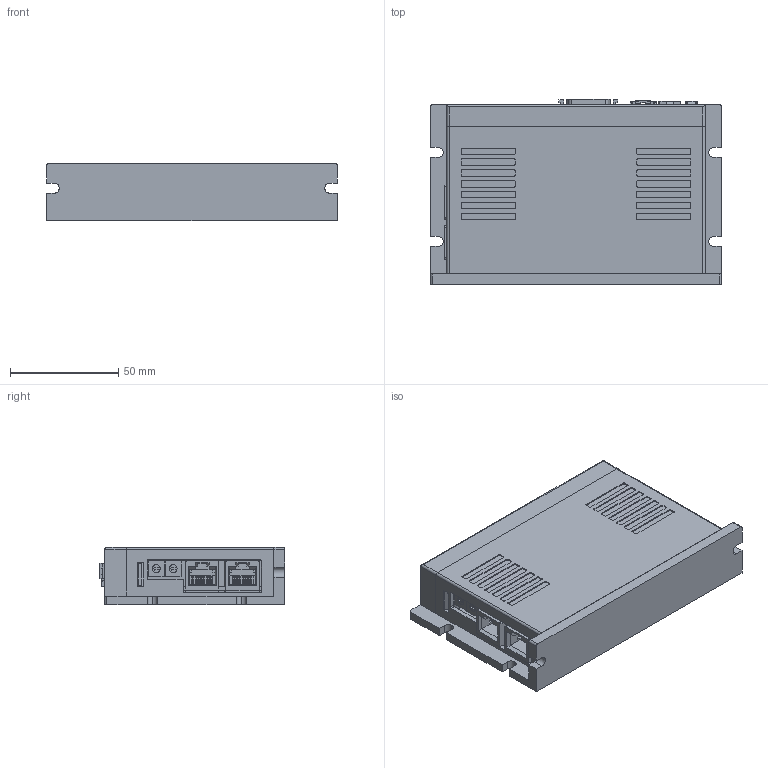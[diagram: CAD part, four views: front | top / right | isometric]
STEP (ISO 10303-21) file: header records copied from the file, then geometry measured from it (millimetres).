
FILE_DESCRIPTION (( 'STEP AP203' ), '1' );
FILE_NAME ('P1J-DR-000-01-R00.STEP', '2015-10-14T06:07:01', ( '' ), ( '' ), 'SwSTEP 2.0', 'SolidWorks 2013', '' );
FILE_SCHEMA (( 'CONFIG_CONTROL_DESIGN' ));
Length unit declared in the file: millimetre
Products named in the file (19): M1J-DR-000-01-R00; 2; M1J-DR-000-02-R00; MSBR; M1A-DR-000-01-R00; 14; 3; Ezi_SERVO_2 ST PCB; P1J-DR-000-01-R00; 4; Ezi_SERVO_2 PR PCB; 5; Part1; Part1_4; Part1_2; 7; Part1_3; 9; 1
Assembly tree (21 placements, depth 3):
  P1J-DR-000-01-R00
    M1A-DR-000-01-R00
    Ezi_SERVO_2 ST PCB
    Ezi_SERVO_2 PR PCB
    1
      Part1
      Part1_2
      Part1_3
    2
    3
      MSBR
    4
    5  x2
    7  x2
      Part1_4
    9
    M1J-DR-000-01-R00
    M1J-DR-000-02-R00
    14  x2
Bounding box: 134 x 85.5 x 26.5 mm (x, y, z)
Volume: 107853.1 mm3; surface area: 102408.5 mm2
Topology: 17 solids, 18 shells, 2567 faces, 6996 edges, 4580 vertices
Faces by surface type: plane 2015, cylinder 514, cone 36, bspline 2
Entity records: 71329 total; most frequent: CARTESIAN_POINT 12848, ORIENTED_EDGE 11908, DIRECTION 11297, EDGE_CURVE 5958, LINE 4953, VECTOR 4953, VERTEX_POINT 3906, AXIS2_PLACEMENT_3D 3172
